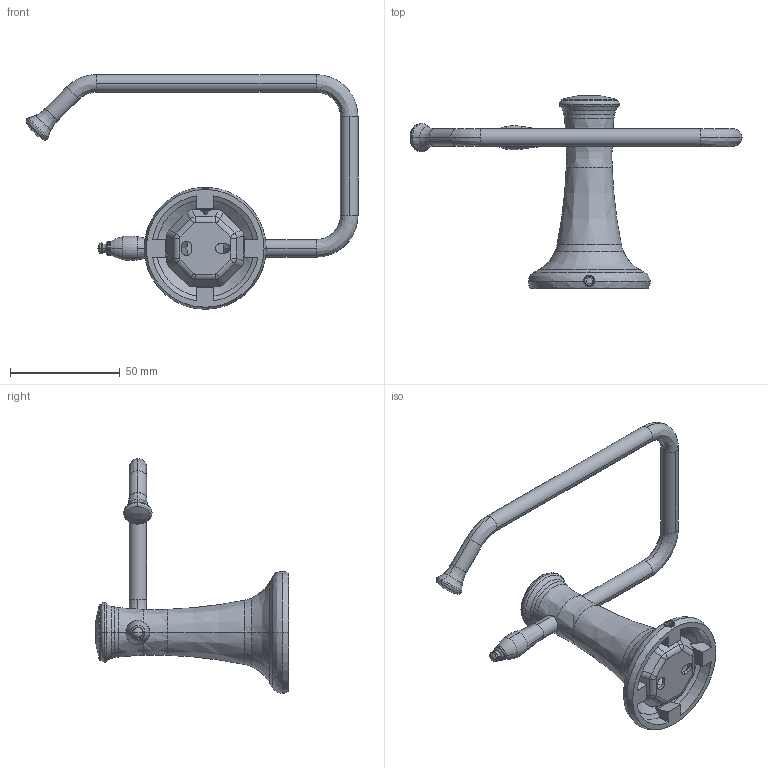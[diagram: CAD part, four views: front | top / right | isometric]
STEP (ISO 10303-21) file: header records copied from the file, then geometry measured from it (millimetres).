
FILE_DESCRIPTION (( 'STEP AP203' ), '1' );
FILE_NAME ('ARE33.stp', '2021-05-14T05:12:13', ( '' ), ( '' ), 'SwSTEP 2.0', 'SolidWorks 2021', '' );
FILE_SCHEMA (( 'CONFIG_CONTROL_DESIGN' ));
Length unit declared in the file: millimetre
Products named in the file (15): P565040; P565430_2; 5X12; P565031_2; ARE33; P235020; P565500_2; P565031; P566110; MNP106010; P565430; 5X12_2; P566110_2; P565500; P566120_ASM
Assembly tree (14 placements, depth 3):
  ARE33
    P565500_2
    P565500
    P566120_ASM
      P566110_2
      P566110
      P565430
      P565430_2
      MNP106010
    P565031_2
    P565031
    P565040
    P235020
    5X12
    5X12_2
Bounding box: 151 x 87.82 x 106.75 mm (x, y, z)
Volume: 36742.1 mm3; surface area: 36116.6 mm2
Topology: 8 solids, 15 shells, 395 faces, 1012 edges, 642 vertices
Faces by surface type: cylinder 178, bspline 108, plane 83, cone 20, torus 6
Entity records: 24551 total; most frequent: CARTESIAN_POINT 14234, ORIENTED_EDGE 1978, DIRECTION 1599, EDGE_CURVE 1004, VERTEX_POINT 642, AXIS2_PLACEMENT_3D 624, EDGE_LOOP 424, FACE_OUTER_BOUND 395
